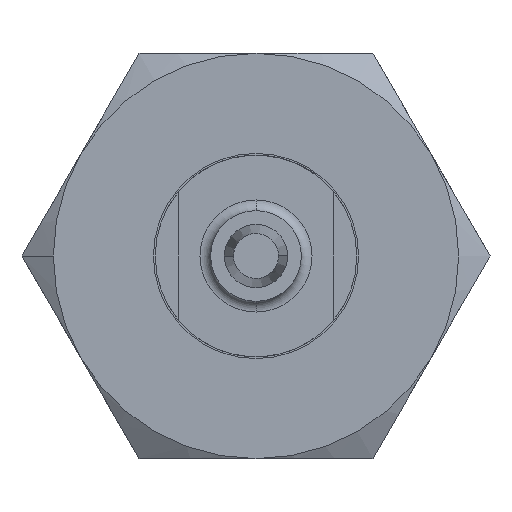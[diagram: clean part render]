
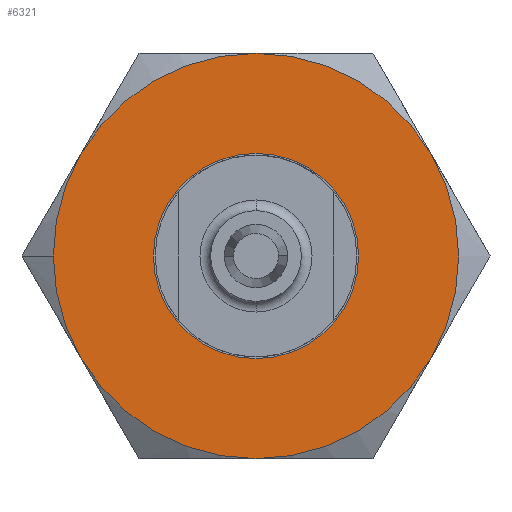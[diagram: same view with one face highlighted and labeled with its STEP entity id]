
A CAD part, left-side view. The second image highlights one B-rep face of the part: STEP entity #6321.
In plain terms, the highlighted planar face has unit normal (-1, 0, 0).
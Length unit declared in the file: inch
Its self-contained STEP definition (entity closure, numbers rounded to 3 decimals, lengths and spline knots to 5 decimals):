
#185 = EDGE_LOOP ( 'NONE', ( #11098, #8978, #11619, #7633, #9205, #12893, #12633 ) ) ;
#259 = CARTESIAN_POINT ( 'NONE',  ( -0.9445, 0.5625, 0. ) ) ;
#289 = DIRECTION ( 'NONE',  ( 1., 0., 0. ) ) ;
#784 = ORIENTED_EDGE ( 'NONE', *, *, #8779, .T. ) ;
#938 = FACE_OUTER_BOUND ( 'NONE', #185, .T. ) ;
#1258 = DIRECTION ( 'NONE',  ( 1., 0., 0. ) ) ;
#1592 = AXIS2_PLACEMENT_3D ( 'NONE', #15214, #11828, #9464 ) ;
#1772 = EDGE_CURVE ( 'NONE', #9034, #4596, #11077, .T. ) ;
#2077 = CARTESIAN_POINT ( 'NONE',  ( -0.9445, 0., 0. ) ) ;
#2308 = ORIENTED_EDGE ( 'NONE', *, *, #10760, .T. ) ;
#2462 = CARTESIAN_POINT ( 'NONE',  ( -0.9445, -0.28475, 0. ) ) ;
#2526 = VERTEX_POINT ( 'NONE', #13258 ) ;
#3068 = DIRECTION ( 'NONE',  ( 0., 1., 0. ) ) ;
#3623 = AXIS2_PLACEMENT_3D ( 'NONE', #13341, #9998, #13400 ) ;
#4021 = CARTESIAN_POINT ( 'NONE',  ( -0.9445, 0., 0. ) ) ;
#4050 = EDGE_LOOP ( 'NONE', ( #784, #2308 ) ) ;
#4596 = VERTEX_POINT ( 'NONE', #15175 ) ;
#4711 = EDGE_CURVE ( 'NONE', #9149, #5749, #4794, .T. ) ;
#4794 = CIRCLE ( 'NONE', #6508, 0.5625 ) ;
#4802 = PLANE ( 'NONE',  #10988 ) ;
#4869 = EDGE_CURVE ( 'NONE', #7472, #2526, #5180, .T. ) ;
#4902 = CARTESIAN_POINT ( 'NONE',  ( -0.9445, 0.28475, 0. ) ) ;
#4970 = EDGE_CURVE ( 'NONE', #5749, #7472, #9095, .T. ) ;
#5180 = CIRCLE ( 'NONE', #15258, 0.5625 ) ;
#5195 = DIRECTION ( 'NONE',  ( 1., 0., 0. ) ) ;
#5370 = VERTEX_POINT ( 'NONE', #8234 ) ;
#5749 = VERTEX_POINT ( 'NONE', #10609 ) ;
#5752 = CIRCLE ( 'NONE', #9011, 0.5625 ) ;
#5843 = VERTEX_POINT ( 'NONE', #2462 ) ;
#5948 = CARTESIAN_POINT ( 'NONE',  ( -0.9445, 0., 0. ) ) ;
#6321 = ADVANCED_FACE ( 'NONE', ( #15190, #938 ), #4802, .T. ) ;
#6508 = AXIS2_PLACEMENT_3D ( 'NONE', #11899, #14192, #7182 ) ;
#7182 = DIRECTION ( 'NONE',  ( 0., 1., 0. ) ) ;
#7186 = CARTESIAN_POINT ( 'NONE',  ( -0.9445, 0., -0.5625 ) ) ;
#7472 = VERTEX_POINT ( 'NONE', #7186 ) ;
#7605 = DIRECTION ( 'NONE',  ( 0., 1., 0. ) ) ;
#7633 = ORIENTED_EDGE ( 'NONE', *, *, #4869, .F. ) ;
#7822 = CIRCLE ( 'NONE', #1592, 0.28475 ) ;
#8234 = CARTESIAN_POINT ( 'NONE',  ( -0.9445, 0., 0.5625 ) ) ;
#8706 = DIRECTION ( 'NONE',  ( 0., 1., 0. ) ) ;
#8760 = CARTESIAN_POINT ( 'NONE',  ( -0.9445, 0., 0. ) ) ;
#8779 = EDGE_CURVE ( 'NONE', #13446, #5843, #7822, .T. ) ;
#8978 = ORIENTED_EDGE ( 'NONE', *, *, #1772, .F. ) ;
#9001 = DIRECTION ( 'NONE',  ( 0., 1., 0. ) ) ;
#9011 = AXIS2_PLACEMENT_3D ( 'NONE', #5948, #1258, #9343 ) ;
#9034 = VERTEX_POINT ( 'NONE', #259 ) ;
#9095 = CIRCLE ( 'NONE', #13378, 0.5625 ) ;
#9149 = VERTEX_POINT ( 'NONE', #11263 ) ;
#9165 = CARTESIAN_POINT ( 'NONE',  ( -0.9445, 0.28475, 0. ) ) ;
#9205 = ORIENTED_EDGE ( 'NONE', *, *, #4970, .F. ) ;
#9343 = DIRECTION ( 'NONE',  ( 0., 1., 0. ) ) ;
#9464 = DIRECTION ( 'NONE',  ( 0., 1., 0. ) ) ;
#9497 = EDGE_CURVE ( 'NONE', #5370, #9149, #5752, .T. ) ;
#9967 = DIRECTION ( 'NONE',  ( 1., 0., 0. ) ) ;
#9998 = DIRECTION ( 'NONE',  ( 1., 0., 0. ) ) ;
#10180 = CARTESIAN_POINT ( 'NONE',  ( -0.9445, 0., 0. ) ) ;
#10248 = EDGE_CURVE ( 'NONE', #2526, #9034, #13728, .T. ) ;
#10406 = CIRCLE ( 'NONE', #11886, 0.28475 ) ;
#10487 = EDGE_CURVE ( 'NONE', #4596, #5370, #12246, .T. ) ;
#10609 = CARTESIAN_POINT ( 'NONE',  ( -0.9445, -0.48714, -0.28125 ) ) ;
#10760 = EDGE_CURVE ( 'NONE', #5843, #13446, #10406, .T. ) ;
#10988 = AXIS2_PLACEMENT_3D ( 'NONE', #4902, #11874, #14213 ) ;
#11077 = CIRCLE ( 'NONE', #3623, 0.5625 ) ;
#11098 = ORIENTED_EDGE ( 'NONE', *, *, #10487, .F. ) ;
#11106 = AXIS2_PLACEMENT_3D ( 'NONE', #11915, #289, #12018 ) ;
#11263 = CARTESIAN_POINT ( 'NONE',  ( -0.9445, -0.48714, 0.28125 ) ) ;
#11619 = ORIENTED_EDGE ( 'NONE', *, *, #10248, .F. ) ;
#11828 = DIRECTION ( 'NONE',  ( 1., 0., 0. ) ) ;
#11874 = DIRECTION ( 'NONE',  ( -1., 0., 0. ) ) ;
#11886 = AXIS2_PLACEMENT_3D ( 'NONE', #4021, #5195, #7605 ) ;
#11899 = CARTESIAN_POINT ( 'NONE',  ( -0.9445, 0., 0. ) ) ;
#11915 = CARTESIAN_POINT ( 'NONE',  ( -0.9445, 0., 0. ) ) ;
#12018 = DIRECTION ( 'NONE',  ( 0., 1., 0. ) ) ;
#12246 = CIRCLE ( 'NONE', #14278, 0.5625 ) ;
#12633 = ORIENTED_EDGE ( 'NONE', *, *, #9497, .F. ) ;
#12893 = ORIENTED_EDGE ( 'NONE', *, *, #4711, .F. ) ;
#13258 = CARTESIAN_POINT ( 'NONE',  ( -0.9445, 0.48714, -0.28125 ) ) ;
#13341 = CARTESIAN_POINT ( 'NONE',  ( -0.9445, 0., 0. ) ) ;
#13378 = AXIS2_PLACEMENT_3D ( 'NONE', #2077, #13661, #9001 ) ;
#13400 = DIRECTION ( 'NONE',  ( 0., 1., 0. ) ) ;
#13446 = VERTEX_POINT ( 'NONE', #9165 ) ;
#13661 = DIRECTION ( 'NONE',  ( 1., 0., 0. ) ) ;
#13728 = CIRCLE ( 'NONE', #11106, 0.5625 ) ;
#14192 = DIRECTION ( 'NONE',  ( 1., 0., 0. ) ) ;
#14213 = DIRECTION ( 'NONE',  ( 0., -1., 0. ) ) ;
#14278 = AXIS2_PLACEMENT_3D ( 'NONE', #10180, #14874, #3068 ) ;
#14874 = DIRECTION ( 'NONE',  ( 1., 0., 0. ) ) ;
#15175 = CARTESIAN_POINT ( 'NONE',  ( -0.9445, 0.48714, 0.28125 ) ) ;
#15190 = FACE_BOUND ( 'NONE', #4050, .T. ) ;
#15214 = CARTESIAN_POINT ( 'NONE',  ( -0.9445, 0., 0. ) ) ;
#15258 = AXIS2_PLACEMENT_3D ( 'NONE', #8760, #9967, #8706 ) ;
